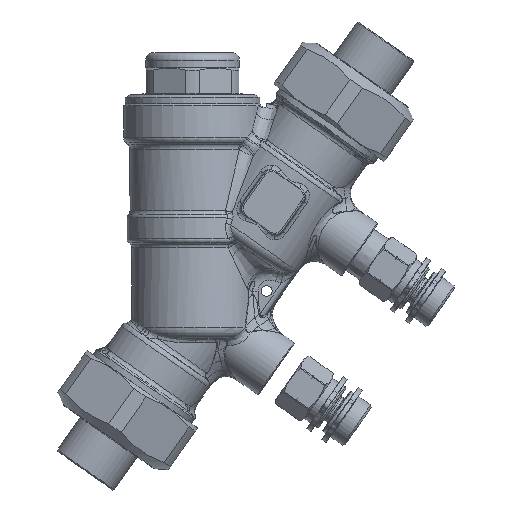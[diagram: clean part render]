
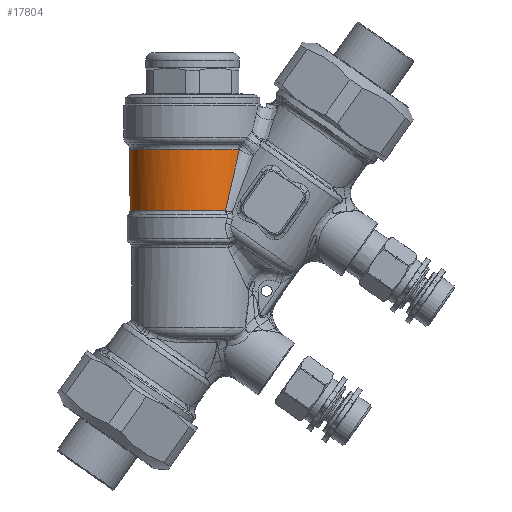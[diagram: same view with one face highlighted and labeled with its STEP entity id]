
A CAD part, left-side view. The second image highlights one B-rep face of the part: STEP entity #17804.
In plain terms, the highlighted cylindrical face has radius 17.25 mm (diameter 34.5 mm), a partial arc.
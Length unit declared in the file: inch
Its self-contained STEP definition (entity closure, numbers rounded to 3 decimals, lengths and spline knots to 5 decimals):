
#1464=B_SPLINE_CURVE_WITH_KNOTS('',5,(#66841,#66842,#66843,#66844,#66845,
#66846,#66847,#66848,#66849),.UNSPECIFIED.,.F.,.F.,(6,3,6),(7.54717,
7.83869,7.9869),.UNSPECIFIED.);
#1468=B_SPLINE_CURVE_WITH_KNOTS('',3,(#67135,#67136,#67137,#67138,#67139,
#67140,#67141,#67142,#67143,#67144),.UNSPECIFIED.,.F.,.F.,(4,3,3,4),(7.85482,
8.0511,8.24493,8.3102),.UNSPECIFIED.);
#1469=B_SPLINE_CURVE_WITH_KNOTS('',3,(#67145,#67146,#67147,#67148,#67149,
#67150,#67151,#67152,#67153,#67154,#67155,#67156,#67157,#67158,#67159,#67160,
#67161,#67162,#67163,#67164,#67165,#67166,#67167,#67168,#67169),
 .UNSPECIFIED.,.F.,.F.,(4,3,3,3,3,3,3,3,4),(154.51974,158.63923,
163.12345,167.13852,167.60766,173.21956,177.94831,
181.79879,184.66206),.UNSPECIFIED.);
#1470=B_SPLINE_CURVE_WITH_KNOTS('',3,(#67170,#67171,#67172,#67173,#67174,
#67175,#67176,#67177,#67178,#67179,#67180,#67181,#67182,#67183,#67184,#67185,
#67186,#67187,#67188,#67189,#67190,#67191),.UNSPECIFIED.,.F.,.F.,(4,3,3,
3,3,3,3,4),(97.75513,104.72579,109.38553,111.69645,
116.94693,121.64551,125.81837,127.90217),
 .UNSPECIFIED.);
#2968=FACE_OUTER_BOUND('',#4109,.T.);
#4109=EDGE_LOOP('',(#12932,#12933,#12934,#12935,#12936,#12937));
#5091=CIRCLE('',#19031,0.67913);
#5117=CIRCLE('',#19066,0.67913);
#7007=VERTEX_POINT('',#58586);
#7010=VERTEX_POINT('',#58591);
#7068=VERTEX_POINT('',#62966);
#7069=VERTEX_POINT('',#62968);
#7120=VERTEX_POINT('',#66840);
#7127=VERTEX_POINT('',#67134);
#8990=EDGE_CURVE('',#7007,#7010,#5091,.F.);
#9081=EDGE_CURVE('',#7068,#7069,#5117,.F.);
#9167=EDGE_CURVE('',#7007,#7120,#1464,.T.);
#9178=EDGE_CURVE('',#7010,#7127,#1468,.T.);
#9179=EDGE_CURVE('',#7127,#7069,#1469,.T.);
#9180=EDGE_CURVE('',#7068,#7120,#1470,.T.);
#12932=ORIENTED_EDGE('',*,*,#8990,.T.);
#12933=ORIENTED_EDGE('',*,*,#9178,.T.);
#12934=ORIENTED_EDGE('',*,*,#9179,.T.);
#12935=ORIENTED_EDGE('',*,*,#9081,.F.);
#12936=ORIENTED_EDGE('',*,*,#9180,.T.);
#12937=ORIENTED_EDGE('',*,*,#9167,.F.);
#16126=CYLINDRICAL_SURFACE('',#19113,0.67913);
#17804=ADVANCED_FACE('',(#2968),#16126,.T.);
#19031=AXIS2_PLACEMENT_3D('',#58593,#21151,#21152);
#19066=AXIS2_PLACEMENT_3D('',#62969,#21234,#21235);
#19113=AXIS2_PLACEMENT_3D('',#67133,#21336,#21337);
#21151=DIRECTION('center_axis',(0.,0.,1.));
#21152=DIRECTION('ref_axis',(-1.,0.,0.));
#21234=DIRECTION('center_axis',(0.,0.,1.));
#21235=DIRECTION('ref_axis',(-1.,0.,0.));
#21336=DIRECTION('center_axis',(0.,0.,1.));
#21337=DIRECTION('ref_axis',(-0.479,0.878,0.));
#58586=CARTESIAN_POINT('',(-0.46003,-0.4996,-0.58183));
#58591=CARTESIAN_POINT('',(0.46003,-0.4996,-0.58183));
#58593=CARTESIAN_POINT('Origin',(0.,0.,
-0.58183));
#62966=CARTESIAN_POINT('',(-0.57781,-0.35687,-1.24326));
#62968=CARTESIAN_POINT('',(0.57781,-0.35687,-1.24326));
#62969=CARTESIAN_POINT('Origin',(0.,0.,
-1.24326));
#66840=CARTESIAN_POINT('',(-0.45244,-0.50648,-0.58429));
#66841=CARTESIAN_POINT('Ctrl Pts',(-0.46003,-0.4996,
-0.58183));
#66842=CARTESIAN_POINT('Ctrl Pts',(-0.45907,-0.50048,
-0.58183));
#66843=CARTESIAN_POINT('Ctrl Pts',(-0.45808,-0.50139,
-0.58192));
#66844=CARTESIAN_POINT('Ctrl Pts',(-0.45706,-0.50231,
-0.58211));
#66845=CARTESIAN_POINT('Ctrl Pts',(-0.45551,-0.50372,
-0.58258));
#66846=CARTESIAN_POINT('Ctrl Pts',(-0.45396,-0.50511,
-0.58334));
#66847=CARTESIAN_POINT('Ctrl Pts',(-0.45345,-0.50558,
-0.58363));
#66848=CARTESIAN_POINT('Ctrl Pts',(-0.45294,-0.50603,
-0.58395));
#66849=CARTESIAN_POINT('Ctrl Pts',(-0.45244,-0.50648,
-0.58429));
#67133=CARTESIAN_POINT('Origin',(0.,0.,
-1.3509));
#67134=CARTESIAN_POINT('',(0.45244,-0.50648,-0.5843));
#67135=CARTESIAN_POINT('Ctrl Pts',(0.46003,-0.4996,
-0.58183));
#67136=CARTESIAN_POINT('Ctrl Pts',(0.45898,-0.50056,
-0.58183));
#67137=CARTESIAN_POINT('Ctrl Pts',(0.4579,-0.50155,
-0.58195));
#67138=CARTESIAN_POINT('Ctrl Pts',(0.45679,-0.50256,
-0.58225));
#67139=CARTESIAN_POINT('Ctrl Pts',(0.4557,-0.50355,
-0.58253));
#67140=CARTESIAN_POINT('Ctrl Pts',(0.45459,-0.50455,
-0.58299));
#67141=CARTESIAN_POINT('Ctrl Pts',(0.45351,-0.50552,
-0.58361));
#67142=CARTESIAN_POINT('Ctrl Pts',(0.45315,-0.50584,
-0.58382));
#67143=CARTESIAN_POINT('Ctrl Pts',(0.45279,-0.50617,
-0.58405));
#67144=CARTESIAN_POINT('Ctrl Pts',(0.45244,-0.50648,
-0.58429));
#67145=CARTESIAN_POINT('Ctrl Pts',(0.45244,-0.50648,
-0.5843));
#67146=CARTESIAN_POINT('Ctrl Pts',(0.46094,-0.49889,
-0.61386));
#67147=CARTESIAN_POINT('Ctrl Pts',(0.46896,-0.49134,
-0.64358));
#67148=CARTESIAN_POINT('Ctrl Pts',(0.47653,-0.48389,
-0.67343));
#67149=CARTESIAN_POINT('Ctrl Pts',(0.48476,-0.47578,
-0.70594));
#67150=CARTESIAN_POINT('Ctrl Pts',(0.49246,-0.46779,
-0.73861));
#67151=CARTESIAN_POINT('Ctrl Pts',(0.49967,-0.45995,
-0.77142));
#67152=CARTESIAN_POINT('Ctrl Pts',(0.50613,-0.45293,
-0.8008));
#67153=CARTESIAN_POINT('Ctrl Pts',(0.5122,-0.44604,
-0.83029));
#67154=CARTESIAN_POINT('Ctrl Pts',(0.51794,-0.43927,
-0.85983));
#67155=CARTESIAN_POINT('Ctrl Pts',(0.51861,-0.43848,-0.86329));
#67156=CARTESIAN_POINT('Ctrl Pts',(0.51928,-0.43769,
-0.86674));
#67157=CARTESIAN_POINT('Ctrl Pts',(0.51994,-0.4369,
-0.87019));
#67158=CARTESIAN_POINT('Ctrl Pts',(0.52786,-0.42748,
-0.9115));
#67159=CARTESIAN_POINT('Ctrl Pts',(0.53512,-0.41832,
-0.95289));
#67160=CARTESIAN_POINT('Ctrl Pts',(0.54189,-0.40937,
-0.99416));
#67161=CARTESIAN_POINT('Ctrl Pts',(0.54758,-0.40183,
-1.02893));
#67162=CARTESIAN_POINT('Ctrl Pts',(0.55292,-0.39443,
-1.06362));
#67163=CARTESIAN_POINT('Ctrl Pts',(0.55797,-0.38716,
-1.09811));
#67164=CARTESIAN_POINT('Ctrl Pts',(0.56208,-0.38124,
-1.1262));
#67165=CARTESIAN_POINT('Ctrl Pts',(0.56599,-0.37539,
-1.15415));
#67166=CARTESIAN_POINT('Ctrl Pts',(0.56974,-0.36962,
-1.18187));
#67167=CARTESIAN_POINT('Ctrl Pts',(0.57252,-0.36533,
-1.20248));
#67168=CARTESIAN_POINT('Ctrl Pts',(0.57521,-0.36108,
-1.22296));
#67169=CARTESIAN_POINT('Ctrl Pts',(0.57781,-0.35687,
-1.24326));
#67170=CARTESIAN_POINT('Ctrl Pts',(-0.57781,-0.35687,
-1.24326));
#67171=CARTESIAN_POINT('Ctrl Pts',(-0.57149,-0.36711,
-1.19385));
#67172=CARTESIAN_POINT('Ctrl Pts',(-0.56469,-0.37752,
-1.14356));
#67173=CARTESIAN_POINT('Ctrl Pts',(-0.55724,-0.38821,
-1.09284));
#67174=CARTESIAN_POINT('Ctrl Pts',(-0.55226,-0.39536,
-1.05893));
#67175=CARTESIAN_POINT('Ctrl Pts',(-0.54699,-0.40263,
-1.02482));
#67176=CARTESIAN_POINT('Ctrl Pts',(-0.54137,-0.41006,-0.99064));
#67177=CARTESIAN_POINT('Ctrl Pts',(-0.53858,-0.41374,
-0.97368));
#67178=CARTESIAN_POINT('Ctrl Pts',(-0.5357,-0.41746,
-0.95671));
#67179=CARTESIAN_POINT('Ctrl Pts',(-0.53273,-0.42122,
-0.93972));
#67180=CARTESIAN_POINT('Ctrl Pts',(-0.52597,-0.42977,
-0.90113));
#67181=CARTESIAN_POINT('Ctrl Pts',(-0.51871,-0.43853,
-0.86248));
#67182=CARTESIAN_POINT('Ctrl Pts',(-0.51082,-0.44753,
-0.8239));
#67183=CARTESIAN_POINT('Ctrl Pts',(-0.50377,-0.45558,
-0.78938));
#67184=CARTESIAN_POINT('Ctrl Pts',(-0.49621,-0.46382,
-0.75491));
#67185=CARTESIAN_POINT('Ctrl Pts',(-0.48808,-0.47223,
-0.72058));
#67186=CARTESIAN_POINT('Ctrl Pts',(-0.48086,-0.47969,
-0.69009));
#67187=CARTESIAN_POINT('Ctrl Pts',(-0.47319,-0.48728,
-0.6597));
#67188=CARTESIAN_POINT('Ctrl Pts',(-0.46503,-0.49495,
-0.62947));
#67189=CARTESIAN_POINT('Ctrl Pts',(-0.46095,-0.49878,
-0.61437));
#67190=CARTESIAN_POINT('Ctrl Pts',(-0.45676,-0.50262,
-0.59931));
#67191=CARTESIAN_POINT('Ctrl Pts',(-0.45244,-0.50648,
-0.58429));
